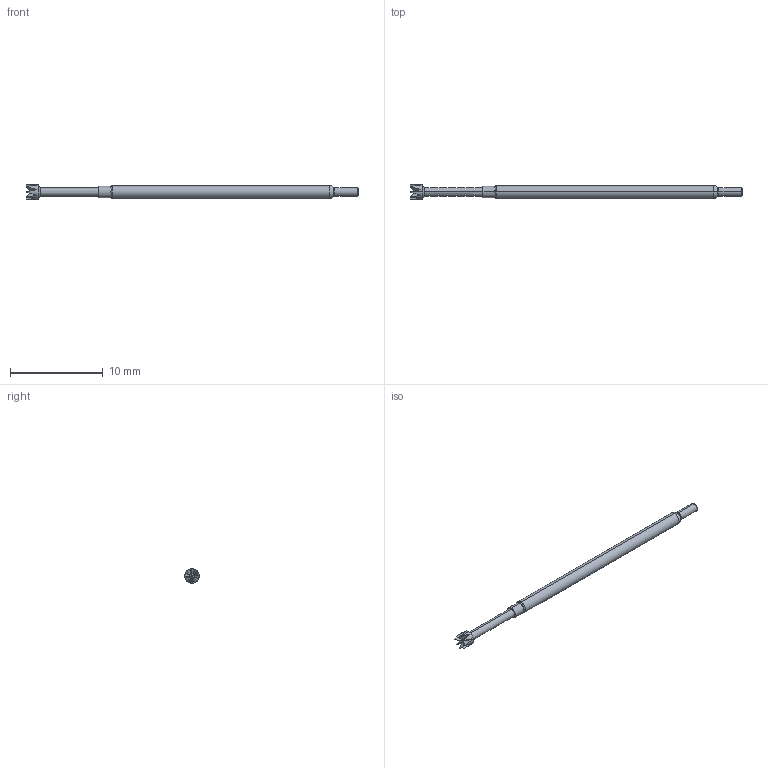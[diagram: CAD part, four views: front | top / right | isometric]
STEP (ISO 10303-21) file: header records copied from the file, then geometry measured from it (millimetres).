
FILE_DESCRIPTION (( 'STEP AP214' ), '1' );
FILE_NAME ('X75-PR2558_.STEP', '2021-11-24T23:23:03', ( '' ), ( '' ), 'SwSTEP 2.0', 'SolidWorks 2020', '' );
FILE_SCHEMA (( 'AUTOMOTIVE_DESIGN' ));
Length unit declared in the file: inch
Products named in the file (1): X75-PR2558_
Bounding box: 35.81 x 1.56 x 1.56 mm (x, y, z)
Volume: 44.5 mm3; surface area: 148 mm2
Topology: 1 solids, 1 shells, 69 faces, 170 edges, 104 vertices
Faces by surface type: bspline 24, cone 19, plane 10, cylinder 8, torus 8
Entity records: 6368 total; most frequent: CARTESIAN_POINT 4024, ORIENTED_EDGE 340, DIRECTION 221, EDGE_CURVE 170, VERTEX_POINT 104, AXIS2_PLACEMENT_3D 101, B_SPLINE_CURVE_WITH_KNOTS 96, LENGTH_MEASURE_WITH_UNIT 72
